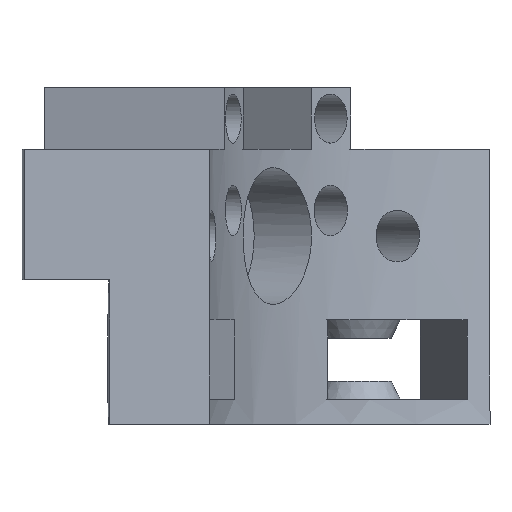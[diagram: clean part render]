
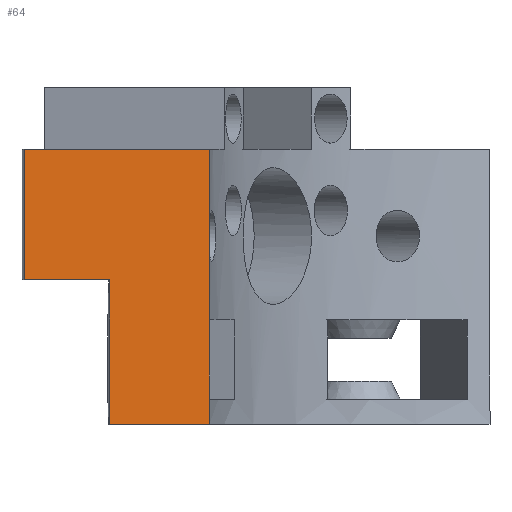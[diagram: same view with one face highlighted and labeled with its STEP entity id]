
A CAD part, front view. The second image highlights one B-rep face of the part: STEP entity #64.
In plain terms, the highlighted planar face has unit normal (0.087, -0.996, 0).
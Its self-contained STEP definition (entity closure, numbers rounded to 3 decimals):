
#64=ADVANCED_FACE('',(#202),#204,.T.);
#202=FACE_BOUND('',#203,.T.);
#203=EDGE_LOOP('',(#807,#808,#809,#810,#811,#812));
#204=PLANE('',#205);
#205=AXIS2_PLACEMENT_3D('',#206,#207,#208);
#206=CARTESIAN_POINT('',(0.,0.,0.));
#207=DIRECTION('',(0.087,-0.996,0.));
#208=DIRECTION('',(0.996,0.087,0.));
#807=ORIENTED_EDGE('',*,*,#1156,.T.);
#808=ORIENTED_EDGE('',*,*,#1140,.T.);
#809=ORIENTED_EDGE('',*,*,#1157,.T.);
#810=ORIENTED_EDGE('',*,*,#1158,.T.);
#811=ORIENTED_EDGE('',*,*,#1159,.T.);
#812=ORIENTED_EDGE('',*,*,#1160,.F.);
#1140=EDGE_CURVE('',#1386,#1384,#1387,.T.);
#1156=EDGE_CURVE('',#1416,#1386,#1417,.F.);
#1157=EDGE_CURVE('',#1384,#1418,#1419,.T.);
#1158=EDGE_CURVE('',#1418,#1420,#1421,.T.);
#1159=EDGE_CURVE('',#1420,#1422,#1423,.T.);
#1160=EDGE_CURVE('',#1416,#1422,#1424,.T.);
#1384=VERTEX_POINT('',#2632);
#1386=VERTEX_POINT('',#2637);
#1387=LINE('',#2638,#2639);
#1416=VERTEX_POINT('',#2705);
#1417=LINE('',#2706,#2707);
#1418=VERTEX_POINT('',#2709);
#1419=LINE('',#2710,#2711);
#1420=VERTEX_POINT('',#2713);
#1421=LINE('',#2714,#2715);
#1422=VERTEX_POINT('',#2717);
#1423=LINE('',#2718,#2719);
#1424=LINE('',#2721,#2722);
#2632=CARTESIAN_POINT('',(-95.635,-8.367,29.));
#2637=CARTESIAN_POINT('',(-109.581,-9.587,29.));
#2638=CARTESIAN_POINT('',(-109.581,-9.587,29.));
#2639=VECTOR('',#2640,1.);
#2640=DIRECTION('',(0.996,0.087,0.));
#2705=CARTESIAN_POINT('',(-109.581,-9.587,50.3));
#2706=CARTESIAN_POINT('',(-109.581,-9.587,29.));
#2707=VECTOR('',#2708,1.);
#2708=DIRECTION('',(0.,0.,1.));
#2709=CARTESIAN_POINT('',(-95.635,-8.367,5.5));
#2710=CARTESIAN_POINT('',(-95.635,-8.367,29.));
#2711=VECTOR('',#2712,1.);
#2712=DIRECTION('',(0.,0.,-1.));
#2713=CARTESIAN_POINT('',(-79.397,-6.946,5.5));
#2714=CARTESIAN_POINT('',(-95.635,-8.367,5.5));
#2715=VECTOR('',#2716,1.);
#2716=DIRECTION('',(0.996,0.087,0.));
#2717=CARTESIAN_POINT('',(-79.397,-6.946,50.3));
#2718=CARTESIAN_POINT('',(-79.397,-6.946,5.5));
#2719=VECTOR('',#2720,1.);
#2720=DIRECTION('',(0.,0.,1.));
#2721=CARTESIAN_POINT('',(-109.581,-9.587,50.3));
#2722=VECTOR('',#2723,1.);
#2723=DIRECTION('',(0.996,0.087,0.));
